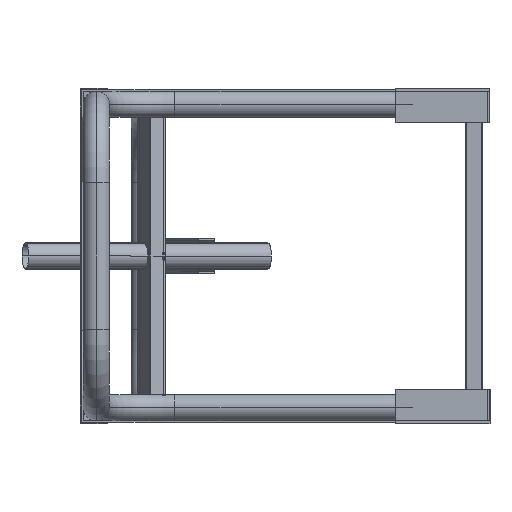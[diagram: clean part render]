
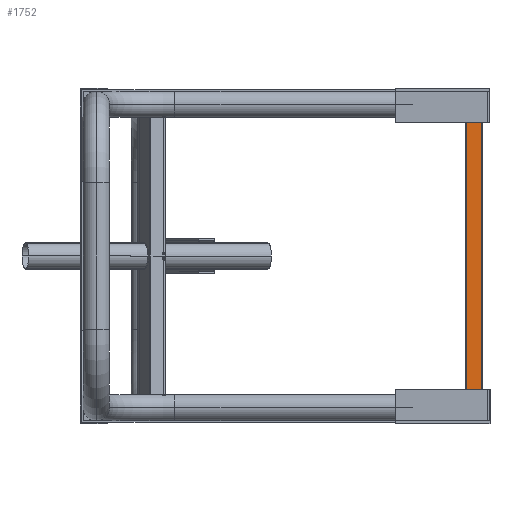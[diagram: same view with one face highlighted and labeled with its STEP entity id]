
A CAD part, left-side view. The second image highlights one B-rep face of the part: STEP entity #1752.
In plain terms, the highlighted planar face has unit normal (-1, 0, 0).
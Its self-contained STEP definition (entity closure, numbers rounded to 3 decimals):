
#653 = CARTESIAN_POINT ( 'NONE',  ( 464., -562.5, 0. ) ) ;
#1021 = CARTESIAN_POINT ( 'NONE',  ( 464., -562.5, 0. ) ) ;
#1730 = CARTESIAN_POINT ( 'NONE',  ( 464., -537.5, 14.309 ) ) ;
#1752 = ADVANCED_FACE ( 'NONE', ( #9176 ), #3455, .F. ) ;
#1878 = DIRECTION ( 'NONE',  ( 0., 0., -1. ) ) ;
#2244 = AXIS2_PLACEMENT_3D ( 'NONE', #4294, #6676, #1878 ) ;
#2334 = EDGE_CURVE ( 'NONE', #8936, #9750, #2705, .T. ) ;
#2342 = CARTESIAN_POINT ( 'NONE',  ( 464., -537.5, 0. ) ) ;
#2705 = CIRCLE ( 'NONE', #9677, 19. ) ;
#2830 = EDGE_LOOP ( 'NONE', ( #9704, #4884, #8871, #4537 ) ) ;
#3455 = PLANE ( 'NONE',  #9890 ) ;
#3755 = VECTOR ( 'NONE', #3825, 1000. ) ;
#3825 = DIRECTION ( 'NONE',  ( 0., 0., 1. ) ) ;
#4294 = CARTESIAN_POINT ( 'NONE',  ( 464., -550., 0. ) ) ;
#4537 = ORIENTED_EDGE ( 'NONE', *, *, #7460, .T. ) ;
#4571 = CARTESIAN_POINT ( 'NONE',  ( 464., -562.5, 427.401 ) ) ;
#4884 = ORIENTED_EDGE ( 'NONE', *, *, #9141, .F. ) ;
#5238 = CIRCLE ( 'NONE', #2244, 19. ) ;
#5521 = CARTESIAN_POINT ( 'NONE',  ( 464., -550., 441.71 ) ) ;
#6278 = LINE ( 'NONE', #653, #3755 ) ;
#6364 = DIRECTION ( 'NONE',  ( 0., 0., 1. ) ) ;
#6676 = DIRECTION ( 'NONE',  ( -1., 0., 0. ) ) ;
#6681 = VERTEX_POINT ( 'NONE', #8129 ) ;
#6683 = DIRECTION ( 'NONE',  ( 1., 0., 0. ) ) ;
#6780 = CARTESIAN_POINT ( 'NONE',  ( 464., -537.5, 427.401 ) ) ;
#7460 = EDGE_CURVE ( 'NONE', #6681, #9750, #6278, .T. ) ;
#7635 = EDGE_CURVE ( 'NONE', #6681, #10067, #5238, .T. ) ;
#8129 = CARTESIAN_POINT ( 'NONE',  ( 464., -562.5, 14.309 ) ) ;
#8687 = DIRECTION ( 'NONE',  ( -1., 0., 0. ) ) ;
#8844 = LINE ( 'NONE', #2342, #9657 ) ;
#8871 = ORIENTED_EDGE ( 'NONE', *, *, #7635, .F. ) ;
#8936 = VERTEX_POINT ( 'NONE', #6780 ) ;
#9141 = EDGE_CURVE ( 'NONE', #10067, #8936, #8844, .T. ) ;
#9176 = FACE_OUTER_BOUND ( 'NONE', #2830, .T. ) ;
#9516 = DIRECTION ( 'NONE',  ( 0., 0., -1. ) ) ;
#9657 = VECTOR ( 'NONE', #6364, 1000. ) ;
#9677 = AXIS2_PLACEMENT_3D ( 'NONE', #5521, #8687, #9516 ) ;
#9704 = ORIENTED_EDGE ( 'NONE', *, *, #2334, .F. ) ;
#9746 = DIRECTION ( 'NONE',  ( 0., 0., -1. ) ) ;
#9750 = VERTEX_POINT ( 'NONE', #4571 ) ;
#9890 = AXIS2_PLACEMENT_3D ( 'NONE', #1021, #6683, #9746 ) ;
#10067 = VERTEX_POINT ( 'NONE', #1730 ) ;
